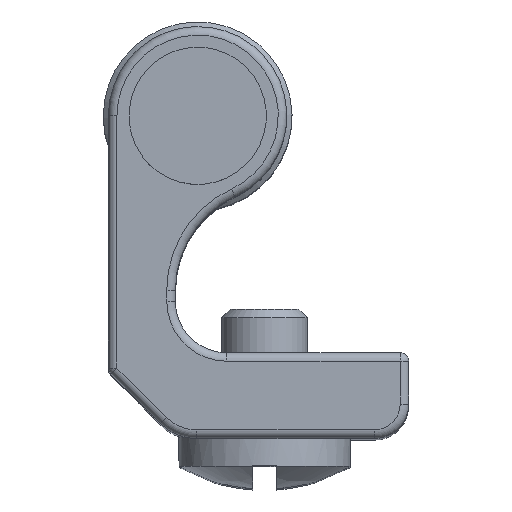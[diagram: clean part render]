
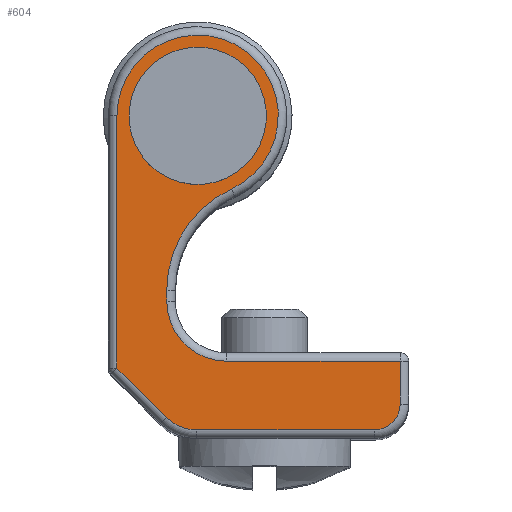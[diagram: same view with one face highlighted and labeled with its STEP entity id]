
A CAD part, top view. The second image highlights one B-rep face of the part: STEP entity #604.
In plain terms, the highlighted planar face has unit normal (0, 0, 1).
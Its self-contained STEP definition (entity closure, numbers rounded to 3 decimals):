
#604 = ADVANCED_FACE( '', ( #1416, #1417 ), #1418, .F. );
#1416 = FACE_OUTER_BOUND( '', #2689, .T. );
#1417 = FACE_BOUND( '', #2690, .T. );
#1418 = PLANE( '', #2691 );
#2689 = EDGE_LOOP( '', ( #5936, #5937, #5938, #5939, #5940, #5941, #5942, #5943, #5944, #5945, #5946 ) );
#2690 = EDGE_LOOP( '', ( #5947 ) );
#2691 = AXIS2_PLACEMENT_3D( '', #5948, #5949, #5950 );
#5936 = ORIENTED_EDGE( '', *, *, #7617, .T. );
#5937 = ORIENTED_EDGE( '', *, *, #7618, .T. );
#5938 = ORIENTED_EDGE( '', *, *, #7619, .T. );
#5939 = ORIENTED_EDGE( '', *, *, #7620, .T. );
#5940 = ORIENTED_EDGE( '', *, *, #7621, .T. );
#5941 = ORIENTED_EDGE( '', *, *, #7622, .T. );
#5942 = ORIENTED_EDGE( '', *, *, #7623, .T. );
#5943 = ORIENTED_EDGE( '', *, *, #7624, .T. );
#5944 = ORIENTED_EDGE( '', *, *, #7625, .T. );
#5945 = ORIENTED_EDGE( '', *, *, #7626, .T. );
#5946 = ORIENTED_EDGE( '', *, *, #7627, .T. );
#5947 = ORIENTED_EDGE( '', *, *, #7628, .F. );
#5948 = CARTESIAN_POINT( '', ( 10.741, -6.673, 0. ) );
#5949 = DIRECTION( '', ( 0., 0., -1. ) );
#5950 = DIRECTION( '', ( -1., 0., 0. ) );
#7617 = EDGE_CURVE( '', #9230, #9231, #9232, .T. );
#7618 = EDGE_CURVE( '', #9231, #9233, #9234, .F. );
#7619 = EDGE_CURVE( '', #9233, #9235, #9236, .F. );
#7620 = EDGE_CURVE( '', #9235, #9237, #9238, .F. );
#7621 = EDGE_CURVE( '', #9237, #9239, #9240, .F. );
#7622 = EDGE_CURVE( '', #9239, #9241, #9242, .F. );
#7623 = EDGE_CURVE( '', #9241, #9243, #9244, .F. );
#7624 = EDGE_CURVE( '', #9243, #9245, #9246, .F. );
#7625 = EDGE_CURVE( '', #9245, #9247, #9248, .F. );
#7626 = EDGE_CURVE( '', #9247, #9249, #9250, .T. );
#7627 = EDGE_CURVE( '', #9249, #9230, #9251, .F. );
#7628 = EDGE_CURVE( '', #9252, #9252, #9253, .T. );
#9230 = VERTEX_POINT( '', #11717 );
#9231 = VERTEX_POINT( '', #11718 );
#9232 = CIRCLE( '', #11719, 6.5 );
#9233 = VERTEX_POINT( '', #11720 );
#9234 = CIRCLE( '', #11721, 4.7 );
#9235 = VERTEX_POINT( '', #11722 );
#9236 = LINE( '', #11723, #11724 );
#9237 = VERTEX_POINT( '', #11725 );
#9238 = LINE( '', #11726, #11727 );
#9239 = VERTEX_POINT( '', #11728 );
#9240 = CIRCLE( '', #11729, 2.5 );
#9241 = VERTEX_POINT( '', #11730 );
#9242 = LINE( '', #11731, #11732 );
#9243 = VERTEX_POINT( '', #11733 );
#9244 = CIRCLE( '', #11734, 1.5 );
#9245 = VERTEX_POINT( '', #11735 );
#9246 = LINE( '', #11736, #11737 );
#9247 = VERTEX_POINT( '', #11738 );
#9248 = LINE( '', #11739, #11740 );
#9249 = VERTEX_POINT( '', #11741 );
#9250 = CIRCLE( '', #11742, 3.5 );
#9251 = LINE( '', #11743, #11744 );
#9252 = VERTEX_POINT( '', #11745 );
#9253 = CIRCLE( '', #11746, 3.05 );
#11717 = CARTESIAN_POINT( '', ( -1.359, -0.039, 0. ) );
#11718 = CARTESIAN_POINT( '', ( 2.413, 5.861, 0. ) );
#11719 = AXIS2_PLACEMENT_3D( '', #13858, #13859, #13860 );
#11720 = CARTESIAN_POINT( '', ( -4.259, 10.127, 0. ) );
#11721 = AXIS2_PLACEMENT_3D( '', #13861, #13862, #13863 );
#11722 = CARTESIAN_POINT( '', ( -4.259, -4.566, 0. ) );
#11723 = CARTESIAN_POINT( '', ( -4.259, -6.673, 0. ) );
#11724 = VECTOR( '', #13864, 1000. );
#11725 = CARTESIAN_POINT( '', ( -1.384, -7.44, 0. ) );
#11726 = CARTESIAN_POINT( '', ( 4.295, -13.119, 0. ) );
#11727 = VECTOR( '', #13865, 1000. );
#11728 = CARTESIAN_POINT( '', ( 0.384, -8.173, 0. ) );
#11729 = AXIS2_PLACEMENT_3D( '', #13866, #13867, #13868 );
#11730 = CARTESIAN_POINT( '', ( 10.741, -8.173, 0. ) );
#11731 = CARTESIAN_POINT( '', ( 10.741, -8.173, 0. ) );
#11732 = VECTOR( '', #13869, 1000. );
#11733 = CARTESIAN_POINT( '', ( 12.241, -6.673, 0. ) );
#11734 = AXIS2_PLACEMENT_3D( '', #13870, #13871, #13872 );
#11735 = CARTESIAN_POINT( '', ( 12.241, -4.173, 0. ) );
#11736 = CARTESIAN_POINT( '', ( 12.241, -6.673, 0. ) );
#11737 = VECTOR( '', #13873, 1000. );
#11738 = CARTESIAN_POINT( '', ( 2.141, -4.173, 0. ) );
#11739 = CARTESIAN_POINT( '', ( 10.741, -4.173, 0. ) );
#11740 = VECTOR( '', #13874, 1000. );
#11741 = CARTESIAN_POINT( '', ( -1.359, -0.673, 0. ) );
#11742 = AXIS2_PLACEMENT_3D( '', #13875, #13876, #13877 );
#11743 = CARTESIAN_POINT( '', ( -1.359, -6.673, 0. ) );
#11744 = VECTOR( '', #13878, 1000. );
#11745 = CARTESIAN_POINT( '', ( 3.491, 10.127, 0. ) );
#11746 = AXIS2_PLACEMENT_3D( '', #13879, #13880, #13881 );
#13858 = CARTESIAN_POINT( '', ( 5.141, -0.039, 0. ) );
#13859 = DIRECTION( '', ( 0., 0., -1. ) );
#13860 = DIRECTION( '', ( -1., 0., 0. ) );
#13861 = CARTESIAN_POINT( '', ( 0.441, 10.127, 0. ) );
#13862 = DIRECTION( '', ( 0., 0., -1. ) );
#13863 = DIRECTION( '', ( -1., 0., 0. ) );
#13864 = DIRECTION( '', ( 0., 1., 0. ) );
#13865 = DIRECTION( '', ( -0.707, 0.707, 0. ) );
#13866 = CARTESIAN_POINT( '', ( 0.384, -5.673, 0. ) );
#13867 = DIRECTION( '', ( 0., 0., -1. ) );
#13868 = DIRECTION( '', ( -1., 0., 0. ) );
#13869 = DIRECTION( '', ( -1., 0., 0. ) );
#13870 = CARTESIAN_POINT( '', ( 10.741, -6.673, 0. ) );
#13871 = DIRECTION( '', ( 0., 0., -1. ) );
#13872 = DIRECTION( '', ( -1., 0., 0. ) );
#13873 = DIRECTION( '', ( 0., -1., 0. ) );
#13874 = DIRECTION( '', ( 1., 0., 0. ) );
#13875 = CARTESIAN_POINT( '', ( 2.141, -0.673, 0. ) );
#13876 = DIRECTION( '', ( 0., 0., -1. ) );
#13877 = DIRECTION( '', ( -1., 0., 0. ) );
#13878 = DIRECTION( '', ( 0., -1., 0. ) );
#13879 = CARTESIAN_POINT( '', ( 0.441, 10.127, 0. ) );
#13880 = DIRECTION( '', ( 0., 0., 1. ) );
#13881 = DIRECTION( '', ( 1., 0., 0. ) );
